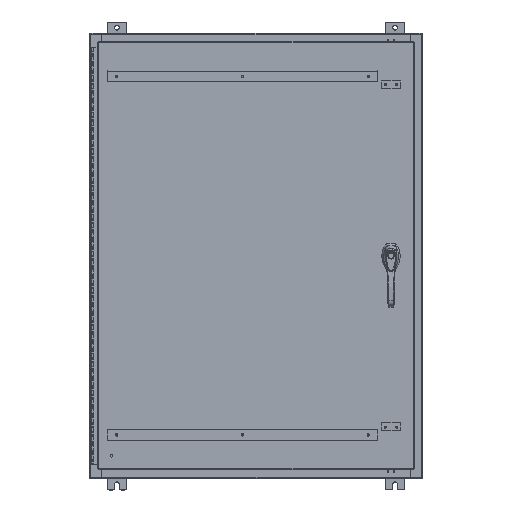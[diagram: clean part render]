
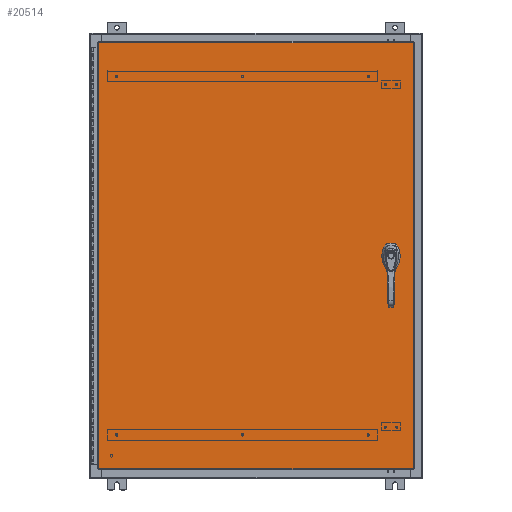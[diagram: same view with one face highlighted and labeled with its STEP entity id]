
A CAD part, top view. The second image highlights one B-rep face of the part: STEP entity #20514.
In plain terms, the highlighted planar face has unit normal (0, 0, 1).
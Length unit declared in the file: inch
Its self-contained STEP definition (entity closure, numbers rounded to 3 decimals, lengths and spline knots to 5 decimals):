
#185 = EDGE_LOOP ( 'NONE', ( #32692, #109024, #74725, #83992, #91332, #103546, #100990, #42180 ) ) ;
#461 = VECTOR ( 'NONE', #74531, 39.37008 ) ;
#3448 = AXIS2_PLACEMENT_3D ( 'NONE', #36882, #109441, #47304 ) ;
#3476 = DIRECTION ( 'NONE',  ( 0., 0., 1. ) ) ;
#4538 = CARTESIAN_POINT ( 'NONE',  ( -16.9903, -23.0063, 0. ) ) ;
#5966 = CARTESIAN_POINT ( 'NONE',  ( -16.9903, 23.0063, 0. ) ) ;
#6621 = VECTOR ( 'NONE', #40132, 39.37008 ) ;
#7562 = LINE ( 'NONE', #4538, #59459 ) ;
#8070 = CARTESIAN_POINT ( 'NONE',  ( 16.9903, 23.0063, 0. ) ) ;
#9580 = CARTESIAN_POINT ( 'NONE',  ( 14.77823, 0.403, 0. ) ) ;
#11800 = CARTESIAN_POINT ( 'NONE',  ( 14.4065, -1.338, 0. ) ) ;
#11897 = AXIS2_PLACEMENT_3D ( 'NONE', #101452, #39332, #111889 ) ;
#15322 = VERTEX_POINT ( 'NONE', #114502 ) ;
#20083 = EDGE_CURVE ( 'NONE', #45041, #64382, #103428, .T. ) ;
#20514 = ADVANCED_FACE ( 'NONE', ( #104977, #80642, #25463 ), #32342, .F. ) ;
#21223 = EDGE_CURVE ( 'NONE', #45819, #127299, #7562, .T. ) ;
#21680 = AXIS2_PLACEMENT_3D ( 'NONE', #22404, #94964, #32801 ) ;
#22302 = CIRCLE ( 'NONE', #30408, 0.45 ) ;
#22404 = CARTESIAN_POINT ( 'NONE',  ( 0., 0., 0. ) ) ;
#25169 = CARTESIAN_POINT ( 'NONE',  ( 14.37777, -0.403, 0. ) ) ;
#25463 = FACE_BOUND ( 'NONE', #185, .T. ) ;
#25514 = VECTOR ( 'NONE', #132279, 39.37008 ) ;
#26528 = EDGE_CURVE ( 'NONE', #103973, #96604, #28003, .T. ) ;
#28003 = LINE ( 'NONE', #84965, #461 ) ;
#28245 = VERTEX_POINT ( 'NONE', #11800 ) ;
#29455 = LINE ( 'NONE', #5966, #78142 ) ;
#30157 = LINE ( 'NONE', #62503, #109685 ) ;
#30408 = AXIS2_PLACEMENT_3D ( 'NONE', #95776, #33616, #106180 ) ;
#32342 = PLANE ( 'NONE',  #21680 ) ;
#32375 = ORIENTED_EDGE ( 'NONE', *, *, #65922, .F. ) ;
#32409 = VERTEX_POINT ( 'NONE', #90830 ) ;
#32692 = ORIENTED_EDGE ( 'NONE', *, *, #114105, .T. ) ;
#32801 = DIRECTION ( 'NONE',  ( -1., 0., 0. ) ) ;
#33310 = VERTEX_POINT ( 'NONE', #90485 ) ;
#33616 = DIRECTION ( 'NONE',  ( 0., 0., 1. ) ) ;
#35748 = DIRECTION ( 'NONE',  ( 1., 0., 0. ) ) ;
#36882 = CARTESIAN_POINT ( 'NONE',  ( 14.578, 0., 0. ) ) ;
#36918 = DIRECTION ( 'NONE',  ( 0., 0., 1. ) ) ;
#36995 = ORIENTED_EDGE ( 'NONE', *, *, #104203, .T. ) ;
#38498 = VERTEX_POINT ( 'NONE', #122379 ) ;
#39332 = DIRECTION ( 'NONE',  ( 0., 0., 1. ) ) ;
#40105 = EDGE_LOOP ( 'NONE', ( #105747, #36995, #42510, #45114 ) ) ;
#40132 = DIRECTION ( 'NONE',  ( 0., -1., 0. ) ) ;
#40399 = EDGE_CURVE ( 'NONE', #107864, #54961, #132619, .T. ) ;
#41616 = AXIS2_PLACEMENT_3D ( 'NONE', #48266, #120803, #58680 ) ;
#42180 = ORIENTED_EDGE ( 'NONE', *, *, #20083, .F. ) ;
#42510 = ORIENTED_EDGE ( 'NONE', *, *, #40399, .T. ) ;
#43776 = LINE ( 'NONE', #90489, #95712 ) ;
#45041 = VERTEX_POINT ( 'NONE', #74267 ) ;
#45114 = ORIENTED_EDGE ( 'NONE', *, *, #130340, .T. ) ;
#45819 = VERTEX_POINT ( 'NONE', #63737 ) ;
#47304 = DIRECTION ( 'NONE',  ( 1., 0., 0. ) ) ;
#48266 = CARTESIAN_POINT ( 'NONE',  ( 14.578, 0., 0. ) ) ;
#48580 = EDGE_CURVE ( 'NONE', #33310, #15322, #82846, .T. ) ;
#48975 = EDGE_CURVE ( 'NONE', #28245, #38498, #60056, .T. ) ;
#49059 = EDGE_CURVE ( 'NONE', #64382, #32409, #77886, .T. ) ;
#52997 = CIRCLE ( 'NONE', #41616, 0.45 ) ;
#54961 = VERTEX_POINT ( 'NONE', #126437 ) ;
#58680 = DIRECTION ( 'NONE',  ( 1., 0., 0. ) ) ;
#59459 = VECTOR ( 'NONE', #35748, 39.37008 ) ;
#60056 = CIRCLE ( 'NONE', #104587, 0.1715 ) ;
#62503 = CARTESIAN_POINT ( 'NONE',  ( 14.981, 0., 0. ) ) ;
#63737 = CARTESIAN_POINT ( 'NONE',  ( -16.9903, -23.0063, 0. ) ) ;
#63846 = AXIS2_PLACEMENT_3D ( 'NONE', #65526, #3476, #75973 ) ;
#64382 = VERTEX_POINT ( 'NONE', #9580 ) ;
#65526 = CARTESIAN_POINT ( 'NONE',  ( 14.578, 0., 0. ) ) ;
#65922 = EDGE_CURVE ( 'NONE', #38498, #28245, #128292, .T. ) ;
#69394 = EDGE_CURVE ( 'NONE', #96604, #72893, #22302, .T. ) ;
#72404 = EDGE_LOOP ( 'NONE', ( #32375, #98151 ) ) ;
#72893 = VERTEX_POINT ( 'NONE', #118495 ) ;
#72937 = DIRECTION ( 'NONE',  ( 0., -1., 0. ) ) ;
#74267 = CARTESIAN_POINT ( 'NONE',  ( 14.981, 0.20023, 0. ) ) ;
#74378 = CIRCLE ( 'NONE', #63846, 0.45 ) ;
#74531 = DIRECTION ( 'NONE',  ( 1., 0., 0. ) ) ;
#74725 = ORIENTED_EDGE ( 'NONE', *, *, #26528, .F. ) ;
#75973 = DIRECTION ( 'NONE',  ( 1., 0., 0. ) ) ;
#77886 = LINE ( 'NONE', #89984, #102197 ) ;
#78142 = VECTOR ( 'NONE', #130138, 39.37008 ) ;
#80642 = FACE_OUTER_BOUND ( 'NONE', #40105, .T. ) ;
#82846 = LINE ( 'NONE', #132653, #6621 ) ;
#83992 = ORIENTED_EDGE ( 'NONE', *, *, #93294, .F. ) ;
#84965 = CARTESIAN_POINT ( 'NONE',  ( 0., -0.403, 0. ) ) ;
#85877 = CARTESIAN_POINT ( 'NONE',  ( 16.9903, -23.0063, 0. ) ) ;
#89984 = CARTESIAN_POINT ( 'NONE',  ( 0., 0.403, 0. ) ) ;
#90485 = CARTESIAN_POINT ( 'NONE',  ( 14.175, 0.20023, 0. ) ) ;
#90489 = CARTESIAN_POINT ( 'NONE',  ( 16.9903, -23.0063, 0. ) ) ;
#90830 = CARTESIAN_POINT ( 'NONE',  ( 14.37777, 0.403, 0. ) ) ;
#91332 = ORIENTED_EDGE ( 'NONE', *, *, #48580, .F. ) ;
#93294 = EDGE_CURVE ( 'NONE', #15322, #103973, #52997, .T. ) ;
#94964 = DIRECTION ( 'NONE',  ( 0., 0., -1. ) ) ;
#95712 = VECTOR ( 'NONE', #121721, 39.37008 ) ;
#95776 = CARTESIAN_POINT ( 'NONE',  ( 14.578, 0., 0. ) ) ;
#96604 = VERTEX_POINT ( 'NONE', #97288 ) ;
#97288 = CARTESIAN_POINT ( 'NONE',  ( 14.77823, -0.403, 0. ) ) ;
#98151 = ORIENTED_EDGE ( 'NONE', *, *, #48975, .F. ) ;
#99043 = CARTESIAN_POINT ( 'NONE',  ( 14.578, -1.338, 0. ) ) ;
#100990 = ORIENTED_EDGE ( 'NONE', *, *, #49059, .F. ) ;
#101351 = CARTESIAN_POINT ( 'NONE',  ( 16.9903, 23.0063, 0. ) ) ;
#101452 = CARTESIAN_POINT ( 'NONE',  ( 14.578, -1.338, 0. ) ) ;
#102197 = VECTOR ( 'NONE', #110798, 39.37008 ) ;
#103428 = CIRCLE ( 'NONE', #3448, 0.45 ) ;
#103546 = ORIENTED_EDGE ( 'NONE', *, *, #133400, .F. ) ;
#103973 = VERTEX_POINT ( 'NONE', #25169 ) ;
#104203 = EDGE_CURVE ( 'NONE', #127299, #107864, #43776, .T. ) ;
#104587 = AXIS2_PLACEMENT_3D ( 'NONE', #99043, #36918, #109476 ) ;
#104977 = FACE_BOUND ( 'NONE', #72404, .T. ) ;
#105747 = ORIENTED_EDGE ( 'NONE', *, *, #21223, .T. ) ;
#106180 = DIRECTION ( 'NONE',  ( 1., 0., 0. ) ) ;
#107864 = VERTEX_POINT ( 'NONE', #101351 ) ;
#109024 = ORIENTED_EDGE ( 'NONE', *, *, #69394, .F. ) ;
#109441 = DIRECTION ( 'NONE',  ( 0., 0., 1. ) ) ;
#109476 = DIRECTION ( 'NONE',  ( 1., 0., 0. ) ) ;
#109685 = VECTOR ( 'NONE', #72937, 39.37008 ) ;
#110798 = DIRECTION ( 'NONE',  ( -1., 0., 0. ) ) ;
#111889 = DIRECTION ( 'NONE',  ( 1., 0., 0. ) ) ;
#114105 = EDGE_CURVE ( 'NONE', #45041, #72893, #30157, .T. ) ;
#114502 = CARTESIAN_POINT ( 'NONE',  ( 14.175, -0.20023, 0. ) ) ;
#118495 = CARTESIAN_POINT ( 'NONE',  ( 14.981, -0.20023, 0. ) ) ;
#120803 = DIRECTION ( 'NONE',  ( 0., 0., 1. ) ) ;
#121721 = DIRECTION ( 'NONE',  ( 0., 1., 0. ) ) ;
#122379 = CARTESIAN_POINT ( 'NONE',  ( 14.7495, -1.338, 0. ) ) ;
#126437 = CARTESIAN_POINT ( 'NONE',  ( -16.9903, 23.0063, 0. ) ) ;
#127299 = VERTEX_POINT ( 'NONE', #85877 ) ;
#128292 = CIRCLE ( 'NONE', #11897, 0.1715 ) ;
#130138 = DIRECTION ( 'NONE',  ( 0., -1., 0. ) ) ;
#130340 = EDGE_CURVE ( 'NONE', #54961, #45819, #29455, .T. ) ;
#132279 = DIRECTION ( 'NONE',  ( -1., 0., 0. ) ) ;
#132619 = LINE ( 'NONE', #8070, #25514 ) ;
#132653 = CARTESIAN_POINT ( 'NONE',  ( 14.175, 0., 0. ) ) ;
#133400 = EDGE_CURVE ( 'NONE', #32409, #33310, #74378, .T. ) ;
